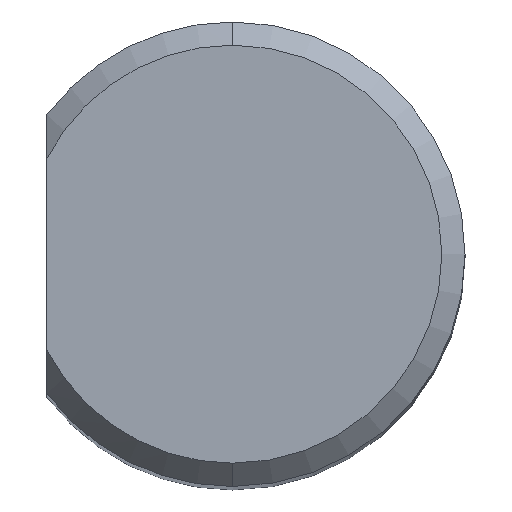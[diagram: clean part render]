
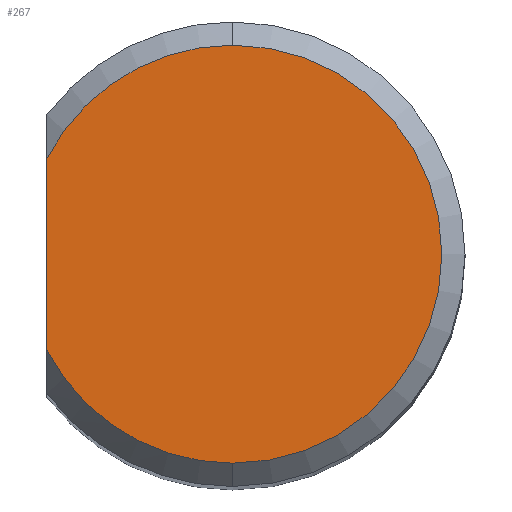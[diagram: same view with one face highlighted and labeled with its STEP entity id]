
A CAD part, top view. The second image highlights one B-rep face of the part: STEP entity #267.
In plain terms, the highlighted planar face has unit normal (0, 0, 1).
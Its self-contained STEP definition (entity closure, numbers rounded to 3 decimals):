
#153=VERTEX_POINT('NONE',#420);
#155=EDGE_CURVE('NONE',#357,#335,#422,.T.);
#221=VERTEX_POINT('NONE',#494);
#267=ADVANCED_FACE('NONE',(#547),#548,.F.);
#281=EDGE_CURVE('NONE',#153,#357,#565,.T.);
#291=EDGE_CURVE('NONE',#335,#221,#575,.F.);
#335=VERTEX_POINT('NONE',#621);
#357=VERTEX_POINT('NONE',#643);
#395=EDGE_CURVE('NONE',#221,#153,#686,.T.);
#420=CARTESIAN_POINT('',(0.,1.8,0.));
#422=LINE('',#706,#707);
#494=CARTESIAN_POINT('',(0.,-1.8,0.));
#547=FACE_OUTER_BOUND('',#929,.T.);
#548=PLANE('',#930);
#565=CIRCLE('',#960,1.8);
#575=CIRCLE('',#983,1.8);
#621=CARTESIAN_POINT('',(-1.6,-0.825,0.));
#643=CARTESIAN_POINT('',(-1.6,0.825,0.));
#686=CIRCLE('',#1202,1.8);
#706=CARTESIAN_POINT('',(-1.6,-2.5,0.));
#707=VECTOR('',#1224,1.0);
#929=EDGE_LOOP('',(#1381,#1382,#1383,#1384));
#930=AXIS2_PLACEMENT_3D('',#1385,#1386,#1387);
#960=AXIS2_PLACEMENT_3D('',#1415,#1416,#1417);
#983=AXIS2_PLACEMENT_3D('',#1419,#1420,#1421);
#1202=AXIS2_PLACEMENT_3D('',#1519,#1520,#1521);
#1224=DIRECTION('',(0.,-1.0,0.));
#1381=ORIENTED_EDGE('',*,*,#291,.T.);
#1382=ORIENTED_EDGE('',*,*,#395,.T.);
#1383=ORIENTED_EDGE('',*,*,#281,.T.);
#1384=ORIENTED_EDGE('',*,*,#155,.T.);
#1385=CARTESIAN_POINT('',(0.0,0.0,0.0));
#1386=DIRECTION('',(0.,0.,-1.0));
#1387=DIRECTION('',(0.,-1.0,0.0));
#1415=CARTESIAN_POINT('',(0.0,0.0,0.0));
#1416=DIRECTION('',(0.,0.,1.0));
#1417=DIRECTION('',(0.,1.0,0.));
#1419=CARTESIAN_POINT('',(0.0,0.0,0.0));
#1420=DIRECTION('',(0.,0.,-1.0));
#1421=DIRECTION('',(0.,1.0,0.));
#1519=CARTESIAN_POINT('',(0.0,0.0,0.0));
#1520=DIRECTION('',(0.,0.,1.0));
#1521=DIRECTION('',(0.,1.0,0.));
